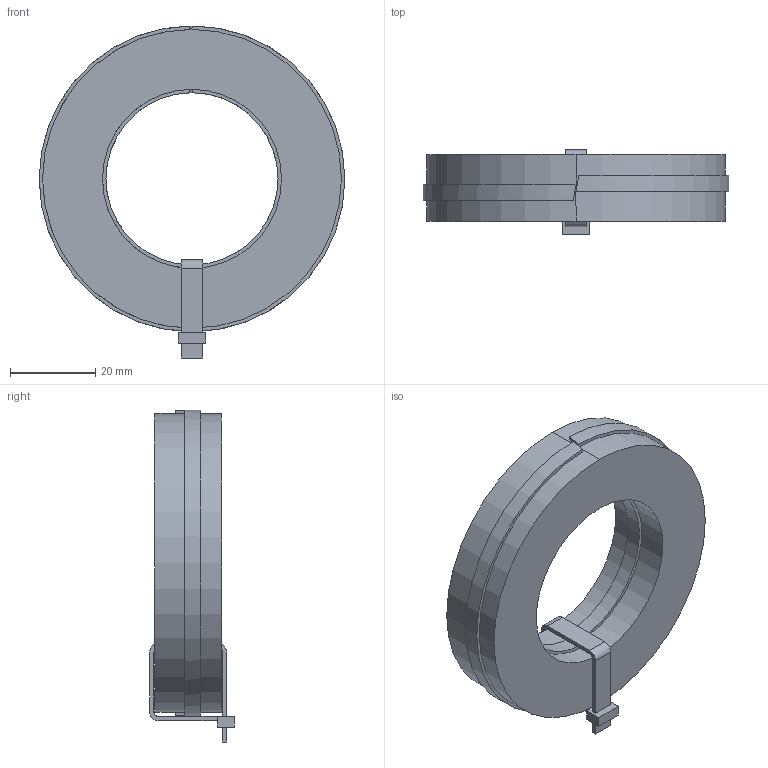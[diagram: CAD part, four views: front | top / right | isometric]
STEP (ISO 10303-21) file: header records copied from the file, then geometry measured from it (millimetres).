
FILE_DESCRIPTION (( 'STEP AP214' ), '1' );
FILE_NAME ('core SV2-TOR1.STEP', '2020-05-20T19:27:36', ( '' ), ( '' ), 'SwSTEP 2.0', 'SolidWorks 2017', '' );
FILE_SCHEMA (( 'AUTOMOTIVE_DESIGN' ));
Length unit declared in the file: inch
Products named in the file (1): core SV2-TOR1
Bounding box: 71.9 x 19.88 x 78.1 mm (x, y, z)
Volume: 37628.3 mm3; surface area: 32287.2 mm2
Topology: 4 solids, 4 shells, 88 faces, 216 edges, 136 vertices
Faces by surface type: plane 50, cylinder 34, cone 4
Entity records: 3825 total; most frequent: CARTESIAN_POINT 513, DIRECTION 446, ORIENTED_EDGE 432, EDGE_CURVE 216, AXIS2_PLACEMENT_3D 165, VERTEX_POINT 136, LINE 116, VECTOR 116
